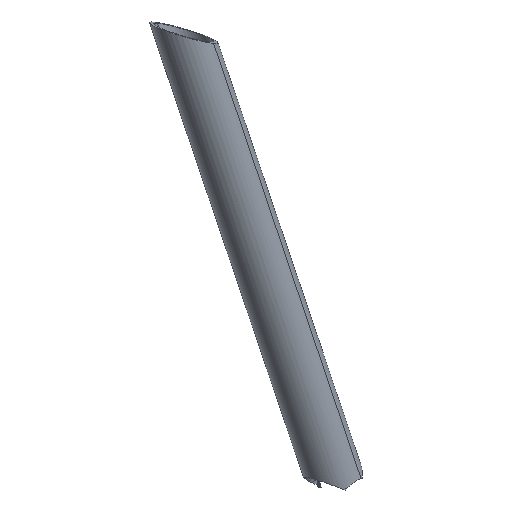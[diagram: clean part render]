
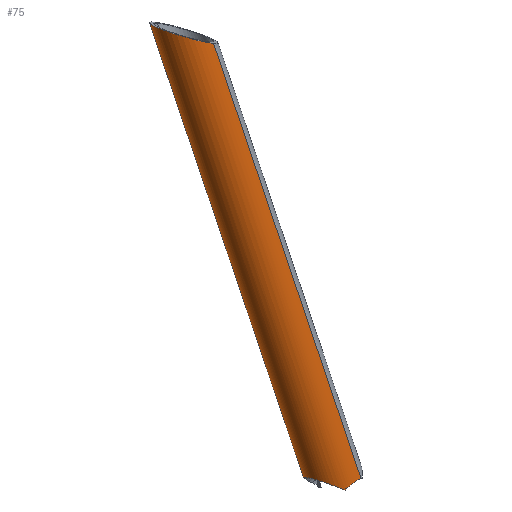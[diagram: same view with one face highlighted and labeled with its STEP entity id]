
A CAD part, isometric view. The second image highlights one B-rep face of the part: STEP entity #75.
In plain terms, the highlighted cylindrical face has radius 12.5 mm (diameter 25 mm), a partial arc.
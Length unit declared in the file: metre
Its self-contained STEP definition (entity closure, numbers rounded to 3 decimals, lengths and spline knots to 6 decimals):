
#75=ADVANCED_FACE('0:62',(#181),#182,.T.);
#125=EDGE_CURVE('0:648',#258,#257,#261,.T.);
#127=EDGE_CURVE('',#254,#263,#264,.T.);
#129=EDGE_CURVE('',#244,#263,#266,.F.);
#181=FACE_OUTER_BOUND('',#310,.T.);
#182=CYLINDRICAL_SURFACE('',#311,0.0125);
#244=VERTEX_POINT('',#537);
#254=VERTEX_POINT('',#576);
#257=VERTEX_POINT('',#625);
#258=VERTEX_POINT('',#626);
#261=B_SPLINE_CURVE_WITH_KNOTS('',5,(#659,#660,#661,#662,#663,#664,#665,#666,#667,#668,#669,#670,#671,#672,#673,#674,#675,#676,#677,#678,#679,#680,#681,#682,#683,#684,#685,#686,#687,#688),.UNSPECIFIED.,.F.,.F.,(6,3,3,3,3,3,3,3,3,6),(-64.410186,-55.771129,-43.100928,-31.550484,-25.194512,-19.642439,-15.032047,-10.988643,-6.65336,0.0),.UNSPECIFIED.);
#263=VERTEX_POINT('',#691);
#264=B_SPLINE_CURVE_WITH_KNOTS('',3,(#692,#693,#694,#695,#696,#697,#698,#699,#700,#701,#702,#703,#704,#705,#706,#707,#708,#709,#710,#711,#712,#713,#714,#715,#716,#717,#718,#719,#720,#721,#722,#723,#724,#725,#726,#727,#728,#729,#730,#731,#732,#733,#734,#735,#736,#737),.UNSPECIFIED.,.F.,.F.,(4,3,3,3,3,3,3,3,3,3,3,3,3,3,3,4),(0.048881,0.049988,0.05225,0.055184,0.057958,0.06219,0.063572,0.067154,0.070515,0.073271,0.076352,0.079789,0.082589,0.083836,0.089492,0.090103),.UNSPECIFIED.);
#266=B_SPLINE_CURVE_WITH_KNOTS('',3,(#740,#741,#742,#743,#744,#745,#746,#747,#748,#749,#750,#751,#752,#753,#754,#755),.UNSPECIFIED.,.F.,.F.,(4,3,3,3,3,4),(0.045647,0.048469,0.050297,0.051442,0.054219,0.056937),.UNSPECIFIED.);
#310=EDGE_LOOP('',(#941,#942,#943,#944,#945));
#311=AXIS2_PLACEMENT_3D('',#946,#947,#948);
#537=CARTESIAN_POINT('',(-0.324539,0.162843,0.003172));
#576=CARTESIAN_POINT('',(-0.33383,0.184658,-0.004756));
#625=CARTESIAN_POINT('',(-0.36194,0.250663,0.216933));
#626=CARTESIAN_POINT('',(-0.351154,0.225337,0.213067));
#659=CARTESIAN_POINT('',(-0.351154,0.225337,0.213067));
#660=CARTESIAN_POINT('',(-0.352162,0.22514,0.213728));
#661=CARTESIAN_POINT('',(-0.353191,0.22505,0.21439));
#662=CARTESIAN_POINT('',(-0.354228,0.225059,0.215045));
#663=CARTESIAN_POINT('',(-0.356786,0.22531,0.216634));
#664=CARTESIAN_POINT('',(-0.3593,0.226098,0.218133));
#665=CARTESIAN_POINT('',(-0.360757,0.226742,0.21898));
#666=CARTESIAN_POINT('',(-0.363434,0.228299,0.220492));
#667=CARTESIAN_POINT('',(-0.365804,0.230463,0.221739));
#668=CARTESIAN_POINT('',(-0.366845,0.231632,0.222262));
#669=CARTESIAN_POINT('',(-0.36827,0.23365,0.222928));
#670=CARTESIAN_POINT('',(-0.369294,0.235943,0.223307));
#671=CARTESIAN_POINT('',(-0.369599,0.236789,0.223402));
#672=CARTESIAN_POINT('',(-0.370043,0.23842,0.223493));
#673=CARTESIAN_POINT('',(-0.370221,0.240099,0.223409));
#674=CARTESIAN_POINT('',(-0.37024,0.240885,0.223329));
#675=CARTESIAN_POINT('',(-0.370151,0.24231,0.223106));
#676=CARTESIAN_POINT('',(-0.369839,0.243672,0.222749));
#677=CARTESIAN_POINT('',(-0.369651,0.244271,0.222561));
#678=CARTESIAN_POINT('',(-0.369217,0.245347,0.22216));
#679=CARTESIAN_POINT('',(-0.368644,0.246322,0.221684));
#680=CARTESIAN_POINT('',(-0.368348,0.246752,0.221446));
#681=CARTESIAN_POINT('',(-0.367684,0.247589,0.220928));
#682=CARTESIAN_POINT('',(-0.366926,0.248309,0.220364));
#683=CARTESIAN_POINT('',(-0.366513,0.24865,0.220063));
#684=CARTESIAN_POINT('',(-0.365419,0.249432,0.219279));
#685=CARTESIAN_POINT('',(-0.364228,0.250015,0.218457));
#686=CARTESIAN_POINT('',(-0.363481,0.250297,0.217951));
#687=CARTESIAN_POINT('',(-0.362717,0.250512,0.217442));
#688=CARTESIAN_POINT('',(-0.36194,0.250663,0.216933));
#691=CARTESIAN_POINT('',(-0.334322,0.162737,0.002148));
#692=CARTESIAN_POINT('',(-0.329256,0.184427,-0.008684));
#693=CARTESIAN_POINT('',(-0.329493,0.184459,-0.00854));
#694=CARTESIAN_POINT('',(-0.329711,0.184492,-0.008375));
#695=CARTESIAN_POINT('',(-0.329934,0.184524,-0.008201));
#696=CARTESIAN_POINT('',(-0.330391,0.184588,-0.007844));
#697=CARTESIAN_POINT('',(-0.330856,0.184643,-0.007446));
#698=CARTESIAN_POINT('',(-0.331346,0.184678,-0.007019));
#699=CARTESIAN_POINT('',(-0.33198,0.184723,-0.006464));
#700=CARTESIAN_POINT('',(-0.332647,0.184735,-0.00586));
#701=CARTESIAN_POINT('',(-0.333324,0.184696,-0.00523));
#702=CARTESIAN_POINT('',(-0.333964,0.18466,-0.004635));
#703=CARTESIAN_POINT('',(-0.334618,0.184578,-0.00401));
#704=CARTESIAN_POINT('',(-0.33527,0.184441,-0.003371));
#705=CARTESIAN_POINT('',(-0.336263,0.184231,-0.002396));
#706=CARTESIAN_POINT('',(-0.337247,0.183891,-0.001389));
#707=CARTESIAN_POINT('',(-0.33815,0.183403,-0.000412));
#708=CARTESIAN_POINT('',(-0.338445,0.183244,-0.000093));
#709=CARTESIAN_POINT('',(-0.338731,0.18307,0.000222));
#710=CARTESIAN_POINT('',(-0.339015,0.182873,0.000542));
#711=CARTESIAN_POINT('',(-0.339752,0.182364,0.001372));
#712=CARTESIAN_POINT('',(-0.340455,0.181709,0.002215));
#713=CARTESIAN_POINT('',(-0.341034,0.180913,0.002986));
#714=CARTESIAN_POINT('',(-0.341578,0.180165,0.003709));
#715=CARTESIAN_POINT('',(-0.342013,0.179293,0.004369));
#716=CARTESIAN_POINT('',(-0.342288,0.178328,0.004909));
#717=CARTESIAN_POINT('',(-0.342514,0.177537,0.005352));
#718=CARTESIAN_POINT('',(-0.342633,0.176687,0.005714));
#719=CARTESIAN_POINT('',(-0.342636,0.175805,0.005978));
#720=CARTESIAN_POINT('',(-0.342639,0.17482,0.006273));
#721=CARTESIAN_POINT('',(-0.342496,0.17379,0.006446));
#722=CARTESIAN_POINT('',(-0.342219,0.172773,0.006491));
#723=CARTESIAN_POINT('',(-0.34191,0.171639,0.006542));
#724=CARTESIAN_POINT('',(-0.341435,0.170526,0.006433));
#725=CARTESIAN_POINT('',(-0.340858,0.169497,0.006204));
#726=CARTESIAN_POINT('',(-0.340388,0.16866,0.006017));
#727=CARTESIAN_POINT('',(-0.33985,0.16788,0.005751));
#728=CARTESIAN_POINT('',(-0.339295,0.167183,0.005444));
#729=CARTESIAN_POINT('',(-0.339048,0.166872,0.005307));
#730=CARTESIAN_POINT('',(-0.338797,0.166577,0.005162));
#731=CARTESIAN_POINT('',(-0.338538,0.166289,0.005007));
#732=CARTESIAN_POINT('',(-0.337361,0.164984,0.004304));
#733=CARTESIAN_POINT('',(-0.336043,0.163885,0.003409));
#734=CARTESIAN_POINT('',(-0.334743,0.163012,0.002458));
#735=CARTESIAN_POINT('',(-0.334602,0.162918,0.002355));
#736=CARTESIAN_POINT('',(-0.334462,0.162826,0.002252));
#737=CARTESIAN_POINT('',(-0.334322,0.162737,0.002148));
#740=CARTESIAN_POINT('',(-0.334322,0.162737,0.002148));
#741=CARTESIAN_POINT('',(-0.333533,0.162509,0.002709));
#742=CARTESIAN_POINT('',(-0.332647,0.162329,0.003162));
#743=CARTESIAN_POINT('',(-0.331724,0.162226,0.003474));
#744=CARTESIAN_POINT('',(-0.331125,0.16216,0.003676));
#745=CARTESIAN_POINT('',(-0.330513,0.162124,0.003819));
#746=CARTESIAN_POINT('',(-0.329907,0.16212,0.003904));
#747=CARTESIAN_POINT('',(-0.329528,0.162118,0.003957));
#748=CARTESIAN_POINT('',(-0.329144,0.162127,0.003988));
#749=CARTESIAN_POINT('',(-0.328754,0.162148,0.003997));
#750=CARTESIAN_POINT('',(-0.327807,0.162201,0.004019));
#751=CARTESIAN_POINT('',(-0.326834,0.162329,0.003903));
#752=CARTESIAN_POINT('',(-0.325908,0.162517,0.003652));
#753=CARTESIAN_POINT('',(-0.325,0.162701,0.003406));
#754=CARTESIAN_POINT('',(-0.324135,0.162943,0.00303));
#755=CARTESIAN_POINT('',(-0.323362,0.163199,0.002564));
#941=ORIENTED_EDGE('',*,*,#1057,.T.);
#942=ORIENTED_EDGE('',*,*,#125,.T.);
#943=ORIENTED_EDGE('',*,*,#1058,.T.);
#944=ORIENTED_EDGE('',*,*,#127,.T.);
#945=ORIENTED_EDGE('',*,*,#129,.F.);
#946=CARTESIAN_POINT('',(-60.677063,141.874867,475.925451));
#947=DIRECTION('',(0.121,-0.283,-0.951));
#948=DIRECTION('',(0.373,-0.875,0.308));
#1057=EDGE_CURVE('',#244,#258,#1077,.T.);
#1058=EDGE_CURVE('',#257,#254,#1078,.T.);
#1077=LINE('',#1101,#1102);
#1078=LINE('',#1103,#1104);
#1101=CARTESIAN_POINT('',(-0.33822,0.194967,0.111064));
#1102=VECTOR('',#1119,1.0);
#1103=CARTESIAN_POINT('',(-0.34754,0.21685,0.103366));
#1104=VECTOR('',#1120,1.0);
#1119=DIRECTION('',(-0.121,0.283,0.951));
#1120=DIRECTION('',(0.121,-0.283,-0.951));
